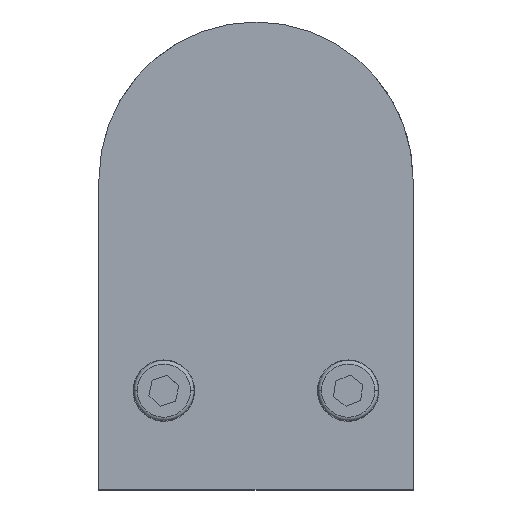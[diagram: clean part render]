
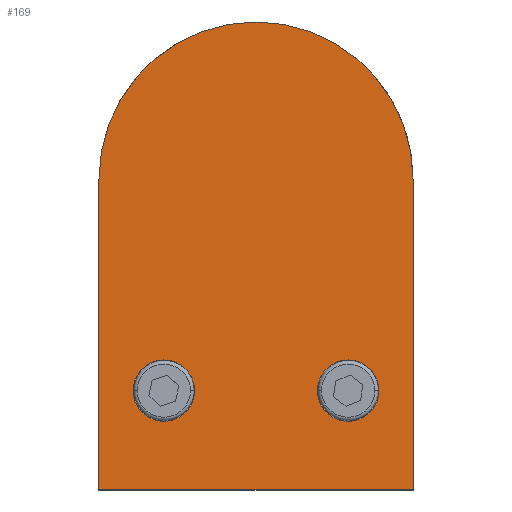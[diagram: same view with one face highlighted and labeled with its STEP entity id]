
A CAD part, top view. The second image highlights one B-rep face of the part: STEP entity #169.
In plain terms, the highlighted planar face has unit normal (0, 0, 1).
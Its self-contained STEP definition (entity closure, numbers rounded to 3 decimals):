
#13 = DIRECTION ( 'NONE',  ( 1., 0., 0. ) ) ;
#27 = EDGE_CURVE ( 'NONE', #2573, #2856, #3101, .T. ) ;
#82 = VERTEX_POINT ( 'NONE', #1327 ) ;
#142 = CARTESIAN_POINT ( 'NONE',  ( 23., 11.496, 14.25 ) ) ;
#143 = EDGE_CURVE ( 'NONE', #3383, #82, #2512, .T. ) ;
#158 = CIRCLE ( 'NONE', #1247, 4.5 ) ;
#169 = ADVANCED_FACE ( 'NONE', ( #2134, #829, #1878 ), #2928, .T. ) ;
#259 = DIRECTION ( 'NONE',  ( 1., 0., 0. ) ) ;
#436 = CIRCLE ( 'NONE', #2123, 4.5 ) ;
#437 = DIRECTION ( 'NONE',  ( 0., 0., 1. ) ) ;
#456 = DIRECTION ( 'NONE',  ( 1., 0., 0. ) ) ;
#490 = EDGE_LOOP ( 'NONE', ( #1302, #995 ) ) ;
#494 = DIRECTION ( 'NONE',  ( 0., -1., 0. ) ) ;
#502 = VERTEX_POINT ( 'NONE', #2439 ) ;
#562 = CARTESIAN_POINT ( 'NONE',  ( 13.5, 26., 14.25 ) ) ;
#580 = DIRECTION ( 'NONE',  ( 0., 0., 1. ) ) ;
#741 = LINE ( 'NONE', #3299, #3405 ) ;
#750 = EDGE_CURVE ( 'NONE', #2094, #2856, #741, .T. ) ;
#760 = EDGE_CURVE ( 'NONE', #82, #3383, #1377, .T. ) ;
#829 = FACE_BOUND ( 'NONE', #2079, .T. ) ;
#838 = AXIS2_PLACEMENT_3D ( 'NONE', #562, #2152, #259 ) ;
#846 = CARTESIAN_POINT ( 'NONE',  ( 0., 57., 14.25 ) ) ;
#982 = DIRECTION ( 'NONE',  ( 0., 0., 1. ) ) ;
#995 = ORIENTED_EDGE ( 'NONE', *, *, #1313, .F. ) ;
#1038 = CARTESIAN_POINT ( 'NONE',  ( -13.5, 26., 14.25 ) ) ;
#1046 = ORIENTED_EDGE ( 'NONE', *, *, #750, .F. ) ;
#1247 = AXIS2_PLACEMENT_3D ( 'NONE', #3274, #437, #1477 ) ;
#1302 = ORIENTED_EDGE ( 'NONE', *, *, #3325, .F. ) ;
#1313 = EDGE_CURVE ( 'NONE', #502, #2221, #436, .T. ) ;
#1327 = CARTESIAN_POINT ( 'NONE',  ( 9., 26., 14.25 ) ) ;
#1333 = ORIENTED_EDGE ( 'NONE', *, *, #3131, .T. ) ;
#1349 = CIRCLE ( 'NONE', #2467, 23. ) ;
#1351 = CARTESIAN_POINT ( 'NONE',  ( -9., 26., 14.25 ) ) ;
#1377 = CIRCLE ( 'NONE', #3350, 4.5 ) ;
#1477 = DIRECTION ( 'NONE',  ( 1., 0., 0. ) ) ;
#1502 = CARTESIAN_POINT ( 'NONE',  ( -23., 0., 14.25 ) ) ;
#1596 = ORIENTED_EDGE ( 'NONE', *, *, #2328, .T. ) ;
#1605 = CARTESIAN_POINT ( 'NONE',  ( -23., 57., 14.25 ) ) ;
#1619 = DIRECTION ( 'NONE',  ( 1., 0., 0. ) ) ;
#1687 = VECTOR ( 'NONE', #3278, 1000. ) ;
#1783 = CARTESIAN_POINT ( 'NONE',  ( -23., 11.496, 14.25 ) ) ;
#1878 = FACE_OUTER_BOUND ( 'NONE', #3228, .T. ) ;
#1927 = VERTEX_POINT ( 'NONE', #2423 ) ;
#2029 = DIRECTION ( 'NONE',  ( -1., 0., 0. ) ) ;
#2034 = ORIENTED_EDGE ( 'NONE', *, *, #760, .F. ) ;
#2045 = CARTESIAN_POINT ( 'NONE',  ( 13.5, 26., 14.25 ) ) ;
#2079 = EDGE_LOOP ( 'NONE', ( #2860, #2034 ) ) ;
#2094 = VERTEX_POINT ( 'NONE', #142 ) ;
#2123 = AXIS2_PLACEMENT_3D ( 'NONE', #1038, #2389, #13 ) ;
#2134 = FACE_BOUND ( 'NONE', #490, .T. ) ;
#2152 = DIRECTION ( 'NONE',  ( 0., 0., 1. ) ) ;
#2202 = LINE ( 'NONE', #3239, #1687 ) ;
#2221 = VERTEX_POINT ( 'NONE', #1351 ) ;
#2328 = EDGE_CURVE ( 'NONE', #2094, #1927, #2202, .T. ) ;
#2389 = DIRECTION ( 'NONE',  ( 0., 0., 1. ) ) ;
#2423 = CARTESIAN_POINT ( 'NONE',  ( 23., 57., 14.25 ) ) ;
#2439 = CARTESIAN_POINT ( 'NONE',  ( -18., 26., 14.25 ) ) ;
#2467 = AXIS2_PLACEMENT_3D ( 'NONE', #3196, #2954, #2988 ) ;
#2512 = CIRCLE ( 'NONE', #838, 4.5 ) ;
#2573 = VERTEX_POINT ( 'NONE', #1605 ) ;
#2856 = VERTEX_POINT ( 'NONE', #1783 ) ;
#2860 = ORIENTED_EDGE ( 'NONE', *, *, #143, .F. ) ;
#2928 = PLANE ( 'NONE',  #3034 ) ;
#2954 = DIRECTION ( 'NONE',  ( 0., 0., 1. ) ) ;
#2955 = ORIENTED_EDGE ( 'NONE', *, *, #27, .T. ) ;
#2988 = DIRECTION ( 'NONE',  ( 1., 0., 0. ) ) ;
#3034 = AXIS2_PLACEMENT_3D ( 'NONE', #846, #580, #1619 ) ;
#3101 = LINE ( 'NONE', #1502, #3130 ) ;
#3130 = VECTOR ( 'NONE', #494, 1000. ) ;
#3131 = EDGE_CURVE ( 'NONE', #1927, #2573, #1349, .T. ) ;
#3196 = CARTESIAN_POINT ( 'NONE',  ( 0., 57., 14.25 ) ) ;
#3228 = EDGE_LOOP ( 'NONE', ( #1046, #1596, #1333, #2955 ) ) ;
#3239 = CARTESIAN_POINT ( 'NONE',  ( 23., 0., 14.25 ) ) ;
#3274 = CARTESIAN_POINT ( 'NONE',  ( -13.5, 26., 14.25 ) ) ;
#3278 = DIRECTION ( 'NONE',  ( 0., 1., 0. ) ) ;
#3299 = CARTESIAN_POINT ( 'NONE',  ( 45.1, 11.496, 14.25 ) ) ;
#3307 = CARTESIAN_POINT ( 'NONE',  ( 18., 26., 14.25 ) ) ;
#3325 = EDGE_CURVE ( 'NONE', #2221, #502, #158, .T. ) ;
#3350 = AXIS2_PLACEMENT_3D ( 'NONE', #2045, #982, #456 ) ;
#3383 = VERTEX_POINT ( 'NONE', #3307 ) ;
#3405 = VECTOR ( 'NONE', #2029, 1000. ) ;
